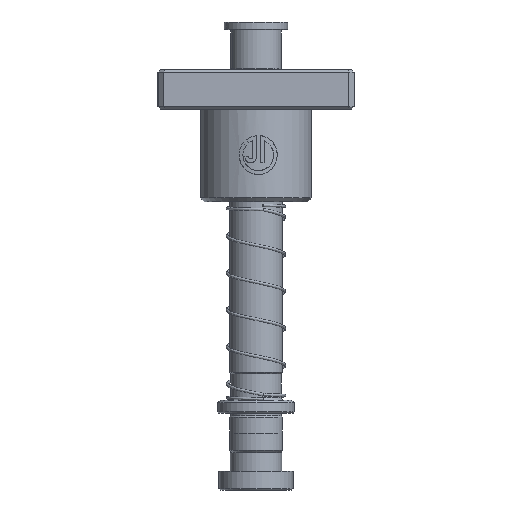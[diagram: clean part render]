
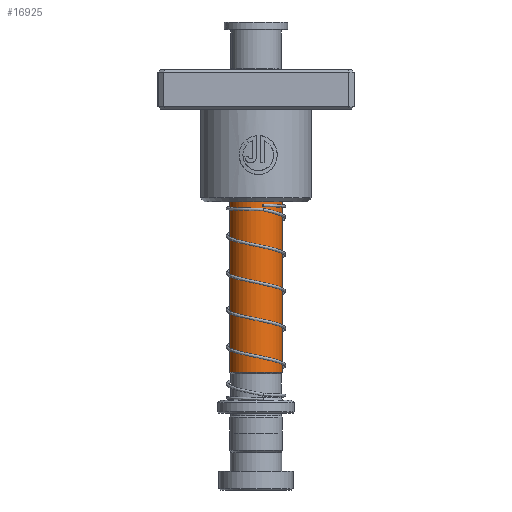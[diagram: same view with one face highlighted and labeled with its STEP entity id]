
A CAD part, front view. The second image highlights one B-rep face of the part: STEP entity #16925.
In plain terms, the highlighted cylindrical face has radius 10.009 mm (diameter 20.018 mm), a partial arc.
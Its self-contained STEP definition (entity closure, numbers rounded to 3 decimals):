
#1563 = ORIENTED_EDGE ( 'NONE', *, *, #19242, .F. ) ;
#2393 = DIRECTION ( 'NONE',  ( 0., 0., -1. ) ) ;
#4759 = DIRECTION ( 'NONE',  ( 0., 0., -1. ) ) ;
#4778 = ORIENTED_EDGE ( 'NONE', *, *, #26414, .T. ) ;
#4785 = CIRCLE ( 'NONE', #7144, 10.009 ) ;
#4881 = CARTESIAN_POINT ( 'NONE',  ( 10.009, 0., 145. ) ) ;
#5540 = AXIS2_PLACEMENT_3D ( 'NONE', #16230, #2393, #19132 ) ;
#6236 = CARTESIAN_POINT ( 'NONE',  ( 10.009, 0., 30.5 ) ) ;
#6364 = FACE_OUTER_BOUND ( 'NONE', #35256, .T. ) ;
#7144 = AXIS2_PLACEMENT_3D ( 'NONE', #16416, #35781, #28254 ) ;
#10627 = ORIENTED_EDGE ( 'NONE', *, *, #15704, .T. ) ;
#11004 = LINE ( 'NONE', #4881, #18368 ) ;
#14174 = VECTOR ( 'NONE', #30273, 1000. ) ;
#15704 = EDGE_CURVE ( 'NONE', #32300, #23214, #28946, .T. ) ;
#16170 = VERTEX_POINT ( 'NONE', #29635 ) ;
#16230 = CARTESIAN_POINT ( 'NONE',  ( 0., 0., 145. ) ) ;
#16416 = CARTESIAN_POINT ( 'NONE',  ( 0., 0., 143. ) ) ;
#16458 = CARTESIAN_POINT ( 'NONE',  ( -10.009, 0., 145. ) ) ;
#16925 = ADVANCED_FACE ( 'NONE', ( #6364 ), #19390, .T. ) ;
#18022 = CARTESIAN_POINT ( 'NONE',  ( -10.009, 0., 30.5 ) ) ;
#18368 = VECTOR ( 'NONE', #4759, 1000. ) ;
#19132 = DIRECTION ( 'NONE',  ( -1., 0., 0. ) ) ;
#19242 = EDGE_CURVE ( 'NONE', #16170, #32977, #11004, .T. ) ;
#19390 = CYLINDRICAL_SURFACE ( 'NONE', #5540, 10.009 ) ;
#23214 = VERTEX_POINT ( 'NONE', #18022 ) ;
#23264 = DIRECTION ( 'NONE',  ( 0., 0., 1. ) ) ;
#25812 = DIRECTION ( 'NONE',  ( 1., 0., 0. ) ) ;
#26414 = EDGE_CURVE ( 'NONE', #16170, #32300, #4785, .T. ) ;
#26739 = AXIS2_PLACEMENT_3D ( 'NONE', #31502, #23264, #25812 ) ;
#28254 = DIRECTION ( 'NONE',  ( 1., 0., 0. ) ) ;
#28946 = LINE ( 'NONE', #16458, #14174 ) ;
#29635 = CARTESIAN_POINT ( 'NONE',  ( 10.009, 0., 143. ) ) ;
#30273 = DIRECTION ( 'NONE',  ( 0., 0., -1. ) ) ;
#30705 = CIRCLE ( 'NONE', #26739, 10.009 ) ;
#30783 = EDGE_CURVE ( 'NONE', #23214, #32977, #30705, .T. ) ;
#31502 = CARTESIAN_POINT ( 'NONE',  ( 0., 0., 30.5 ) ) ;
#32300 = VERTEX_POINT ( 'NONE', #35594 ) ;
#32977 = VERTEX_POINT ( 'NONE', #6236 ) ;
#34408 = ORIENTED_EDGE ( 'NONE', *, *, #30783, .T. ) ;
#35256 = EDGE_LOOP ( 'NONE', ( #1563, #4778, #10627, #34408 ) ) ;
#35594 = CARTESIAN_POINT ( 'NONE',  ( -10.009, 0., 143. ) ) ;
#35781 = DIRECTION ( 'NONE',  ( 0., 0., -1. ) ) ;
